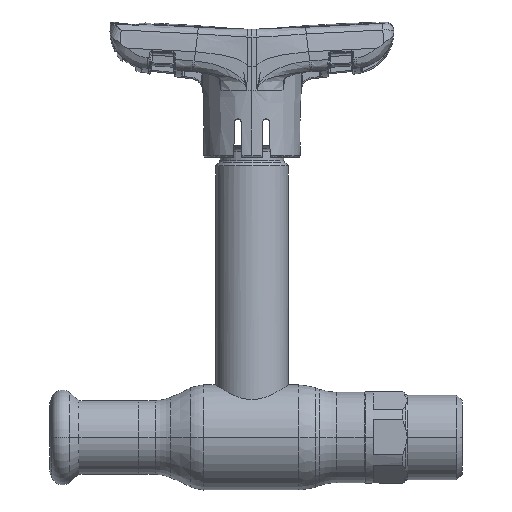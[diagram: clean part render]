
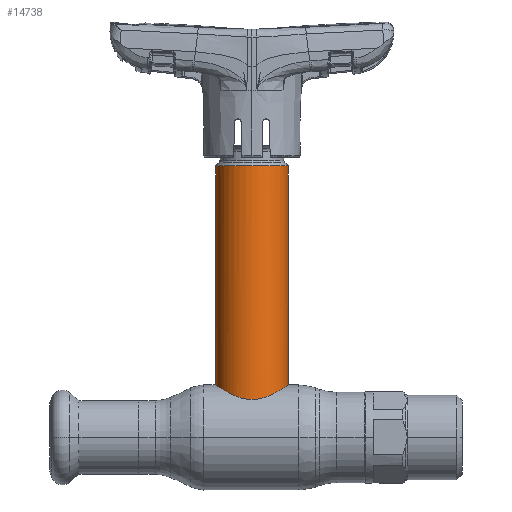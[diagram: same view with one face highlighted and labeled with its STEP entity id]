
A CAD part, top view. The second image highlights one B-rep face of the part: STEP entity #14738.
In plain terms, the highlighted cylindrical face has radius 9 mm (diameter 18 mm), a partial arc.
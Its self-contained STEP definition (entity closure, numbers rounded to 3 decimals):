
#464 = CARTESIAN_POINT ( 'NONE',  ( -9., 13., 0. ) ) ;
#1053 = CARTESIAN_POINT ( 'NONE',  ( 0., 67.169, 0. ) ) ;
#1536 = CARTESIAN_POINT ( 'NONE',  ( 2.969, 9.827, 8.516 ) ) ;
#2989 = CARTESIAN_POINT ( 'NONE',  ( 8.922, 12.946, 1.22 ) ) ;
#3287 = CARTESIAN_POINT ( 'NONE',  ( 9., 13., 0.305 ) ) ;
#4189 = DIRECTION ( 'NONE',  ( 0., -1., 0. ) ) ;
#4260 = VECTOR ( 'NONE', #7707, 1000. ) ;
#4505 = DIRECTION ( 'NONE',  ( 0., -1., 0. ) ) ;
#5141 = CARTESIAN_POINT ( 'NONE',  ( -8.937, 12.956, 1.223 ) ) ;
#6220 = CARTESIAN_POINT ( 'NONE',  ( -3.249, 9.924, 8.398 ) ) ;
#6416 = CARTESIAN_POINT ( 'NONE',  ( 9., 13., 0. ) ) ;
#6501 = CARTESIAN_POINT ( 'NONE',  ( 0.609, 9.381, 9. ) ) ;
#6780 = CARTESIAN_POINT ( 'NONE',  ( -0.308, 9.381, 9. ) ) ;
#7404 = EDGE_LOOP ( 'NONE', ( #25805, #11053, #29961, #36517 ) ) ;
#7707 = DIRECTION ( 'NONE',  ( 0., -1., 0. ) ) ;
#8587 = LINE ( 'NONE', #44463, #39275 ) ;
#8639 = AXIS2_PLACEMENT_3D ( 'NONE', #1053, #26997, #13999 ) ;
#9525 = CARTESIAN_POINT ( 'NONE',  ( -2.403, 9.68, 8.678 ) ) ;
#10596 = CARTESIAN_POINT ( 'NONE',  ( -6.744, 11.549, 5.986 ) ) ;
#11053 = ORIENTED_EDGE ( 'NONE', *, *, #41018, .T. ) ;
#13978 = CARTESIAN_POINT ( 'NONE',  ( -7.11, 11.768, 5.549 ) ) ;
#13999 = DIRECTION ( 'NONE',  ( -1., 0., 0. ) ) ;
#14738 = ADVANCED_FACE ( 'NONE', ( #47155 ), #42754, .T. ) ;
#15342 = CARTESIAN_POINT ( 'NONE',  ( -2.114, 9.612, 8.753 ) ) ;
#15629 = CARTESIAN_POINT ( 'NONE',  ( -9., 13., 0. ) ) ;
#17371 = AXIS2_PLACEMENT_3D ( 'NONE', #18344, #4505, #45346 ) ;
#18028 = CIRCLE ( 'NONE', #8639, 9. ) ;
#18344 = CARTESIAN_POINT ( 'NONE',  ( 0., 0., 0. ) ) ;
#19534 = CARTESIAN_POINT ( 'NONE',  ( 6.747, 11.55, 5.984 ) ) ;
#19817 = CARTESIAN_POINT ( 'NONE',  ( -7.764, 12.174, 4.589 ) ) ;
#22840 = CARTESIAN_POINT ( 'NONE',  ( -8.694, 12.789, 2.406 ) ) ;
#23139 = CARTESIAN_POINT ( 'NONE',  ( -1.526, 9.5, 8.875 ) ) ;
#24223 = CARTESIAN_POINT ( 'NONE',  ( 5.496, 10.864, 7.15 ) ) ;
#24799 = CARTESIAN_POINT ( 'NONE',  ( 7.112, 11.769, 5.546 ) ) ;
#25805 = ORIENTED_EDGE ( 'NONE', *, *, #57513, .F. ) ;
#26253 = CARTESIAN_POINT ( 'NONE',  ( 8.985, 12.989, 0.61 ) ) ;
#26997 = DIRECTION ( 'NONE',  ( 0., -1., 0. ) ) ;
#27559 = CARTESIAN_POINT ( 'NONE',  ( -5.494, 10.863, 7.151 ) ) ;
#28627 = CARTESIAN_POINT ( 'NONE',  ( -2.971, 9.836, 8.501 ) ) ;
#28909 = CARTESIAN_POINT ( 'NONE',  ( 1.215, 9.441, 8.938 ) ) ;
#28957 = VERTEX_POINT ( 'NONE', #6416 ) ;
#29188 = CARTESIAN_POINT ( 'NONE',  ( 4.79, 10.531, 7.625 ) ) ;
#29376 = VERTEX_POINT ( 'NONE', #43293 ) ;
#29469 = CARTESIAN_POINT ( 'NONE',  ( 9., 13., 0. ) ) ;
#29961 = ORIENTED_EDGE ( 'NONE', *, *, #38186, .T. ) ;
#30625 = CARTESIAN_POINT ( 'NONE',  ( 8.159, 12.433, 3.81 ) ) ;
#31900 = CARTESIAN_POINT ( 'NONE',  ( -5.938, 11.097, 6.787 ) ) ;
#32978 = CARTESIAN_POINT ( 'NONE',  ( 8.029, 12.347, 4.077 ) ) ;
#33503 = VERTEX_POINT ( 'NONE', #464 ) ;
#33561 = CARTESIAN_POINT ( 'NONE',  ( 4.547, 10.422, 7.772 ) ) ;
#34756 = EDGE_CURVE ( 'NONE', #33503, #28957, #50744, .T. ) ;
#36517 = ORIENTED_EDGE ( 'NONE', *, *, #34756, .T. ) ;
#37397 = CARTESIAN_POINT ( 'NONE',  ( 7.597, 12.07, 4.835 ) ) ;
#37969 = CARTESIAN_POINT ( 'NONE',  ( -8.046, 12.358, 4.075 ) ) ;
#38186 = EDGE_CURVE ( 'NONE', #29376, #33503, #8587, .T. ) ;
#38265 = CARTESIAN_POINT ( 'NONE',  ( 4.041, 10.212, 8.047 ) ) ;
#38889 = CARTESIAN_POINT ( 'NONE',  ( 9., 0., 0. ) ) ;
#39275 = VECTOR ( 'NONE', #4189, 1000. ) ;
#41018 = EDGE_CURVE ( 'NONE', #50937, #29376, #18028, .T. ) ;
#41808 = CARTESIAN_POINT ( 'NONE',  ( -0.618, 9.396, 8.984 ) ) ;
#42099 = CARTESIAN_POINT ( 'NONE',  ( 5.933, 11.095, 6.791 ) ) ;
#42374 = CARTESIAN_POINT ( 'NONE',  ( 2.405, 9.667, 8.694 ) ) ;
#42754 = CYLINDRICAL_SURFACE ( 'NONE', #17371, 9. ) ;
#43293 = CARTESIAN_POINT ( 'NONE',  ( -9., 67.169, 0. ) ) ;
#43816 = CARTESIAN_POINT ( 'NONE',  ( 8.691, 12.787, 2.417 ) ) ;
#44463 = CARTESIAN_POINT ( 'NONE',  ( -9., 0., 0. ) ) ;
#45346 = DIRECTION ( 'NONE',  ( -1., 0., 0. ) ) ;
#46505 = CARTESIAN_POINT ( 'NONE',  ( 3.778, 10.11, 8.174 ) ) ;
#46796 = CARTESIAN_POINT ( 'NONE',  ( -1.227, 9.456, 8.921 ) ) ;
#47074 = CARTESIAN_POINT ( 'NONE',  ( -4.052, 10.206, 8.057 ) ) ;
#47155 = FACE_OUTER_BOUND ( 'NONE', #7404, .T. ) ;
#48486 = CARTESIAN_POINT ( 'NONE',  ( 8.875, 12.914, 1.525 ) ) ;
#49777 = CARTESIAN_POINT ( 'NONE',  ( -4.552, 10.419, 7.785 ) ) ;
#50744 = B_SPLINE_CURVE_WITH_KNOTS ( 'NONE', 3,
 ( #15629, #51148, #5141, #22840, #55600, #37969, #19817, #13978, #10596, #31900, #27559, #49777, #47074, #6220, #28627, #9525, #15342, #23139, #46796, #41808, #6780, #6501, #28909, #42374, #1536, #46505, #38265, #33561, #29188, #24223, #42099, #19534, #24799, #37397, #55308, #32978, #30625, #52887, #43816, #48486, #2989, #26253, #3287, #29469 ),
 .UNSPECIFIED., .F., .F.,
 ( 4, 2, 2, 2, 2, 2, 2, 2, 2, 2, 2, 2, 2, 2, 2, 2, 2, 2, 2, 2, 2, 4 ),
 ( 0., 0.002, 0.004, 0.005, 0.007, 0.009, 0.011, 0.012, 0.013, 0.014, 0.015, 0.016, 0.018, 0.019, 0.02, 0.022, 0.024, 0.025, 0.026, 0.027, 0.028, 0.029 ),
 .UNSPECIFIED. ) ;
#50937 = VERTEX_POINT ( 'NONE', #56766 ) ;
#51148 = CARTESIAN_POINT ( 'NONE',  ( -9., 13., 0.618 ) ) ;
#52887 = CARTESIAN_POINT ( 'NONE',  ( 8.511, 12.665, 2.987 ) ) ;
#55308 = CARTESIAN_POINT ( 'NONE',  ( 7.748, 12.166, 4.589 ) ) ;
#55600 = CARTESIAN_POINT ( 'NONE',  ( -8.51, 12.665, 2.988 ) ) ;
#55937 = LINE ( 'NONE', #38889, #4260 ) ;
#56766 = CARTESIAN_POINT ( 'NONE',  ( 9., 67.169, 0. ) ) ;
#57513 = EDGE_CURVE ( 'NONE', #50937, #28957, #55937, .T. ) ;
